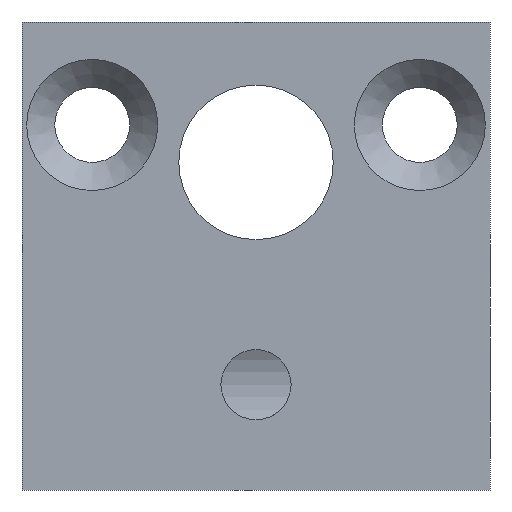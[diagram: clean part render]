
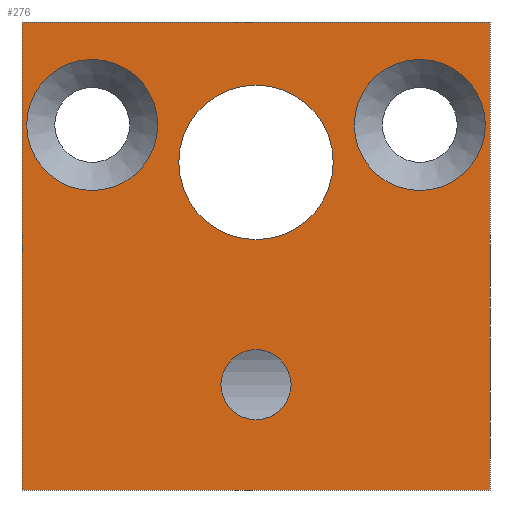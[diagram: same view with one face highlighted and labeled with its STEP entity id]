
A CAD part, front view. The second image highlights one B-rep face of the part: STEP entity #276.
In plain terms, the highlighted planar face has unit normal (0, -1, 0).
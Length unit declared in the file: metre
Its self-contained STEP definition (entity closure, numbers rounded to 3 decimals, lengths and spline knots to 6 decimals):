
#29=LINE('',#450,#41);
#30=LINE('',#453,#42);
#31=LINE('',#455,#43);
#32=LINE('',#457,#44);
#41=VECTOR('',#365,1.);
#42=VECTOR('',#366,1.);
#43=VECTOR('',#367,1.);
#44=VECTOR('',#368,1.);
#56=ORIENTED_EDGE('',*,*,#116,.F.);
#57=ORIENTED_EDGE('',*,*,#117,.T.);
#58=ORIENTED_EDGE('',*,*,#118,.T.);
#59=ORIENTED_EDGE('',*,*,#119,.T.);
#60=ORIENTED_EDGE('',*,*,#120,.F.);
#61=ORIENTED_EDGE('',*,*,#121,.F.);
#62=ORIENTED_EDGE('',*,*,#122,.F.);
#63=ORIENTED_EDGE('',*,*,#123,.F.);
#116=EDGE_CURVE('',#146,#146,#169,.T.);
#117=EDGE_CURVE('',#147,#147,#170,.T.);
#118=EDGE_CURVE('',#148,#148,#171,.T.);
#119=EDGE_CURVE('',#149,#149,#172,.T.);
#120=EDGE_CURVE('',#150,#151,#29,.T.);
#121=EDGE_CURVE('',#152,#150,#30,.T.);
#122=EDGE_CURVE('',#153,#152,#31,.T.);
#123=EDGE_CURVE('',#151,#153,#32,.T.);
#146=VERTEX_POINT('',#443);
#147=VERTEX_POINT('',#445);
#148=VERTEX_POINT('',#447);
#149=VERTEX_POINT('',#449);
#150=VERTEX_POINT('',#451);
#151=VERTEX_POINT('',#452);
#152=VERTEX_POINT('',#454);
#153=VERTEX_POINT('',#456);
#169=CIRCLE('',#311,0.0015);
#170=CIRCLE('',#312,0.0028);
#171=CIRCLE('',#313,0.0028);
#172=CIRCLE('',#314,0.0033);
#187=EDGE_LOOP('',(#56));
#188=EDGE_LOOP('',(#57));
#189=EDGE_LOOP('',(#58));
#190=EDGE_LOOP('',(#59));
#191=EDGE_LOOP('',(#60,#61,#62,#63));
#229=FACE_BOUND('',#187,.T.);
#230=FACE_BOUND('',#188,.T.);
#231=FACE_BOUND('',#189,.T.);
#232=FACE_BOUND('',#190,.T.);
#233=FACE_BOUND('',#191,.T.);
#269=PLANE('',#310);
#276=ADVANCED_FACE('',(#229,#230,#231,#232,#233),#269,.F.);
#310=AXIS2_PLACEMENT_3D('',#441,#355,#356);
#311=AXIS2_PLACEMENT_3D('',#442,#357,#358);
#312=AXIS2_PLACEMENT_3D('',#444,#359,#360);
#313=AXIS2_PLACEMENT_3D('',#446,#361,#362);
#314=AXIS2_PLACEMENT_3D('',#448,#363,#364);
#355=DIRECTION('',(0.,1.,0.));
#356=DIRECTION('',(0.,0.,1.));
#357=DIRECTION('',(0.,-1.,0.));
#358=DIRECTION('',(0.,0.,-1.));
#359=DIRECTION('',(0.,1.,0.));
#360=DIRECTION('',(0.,0.,1.));
#361=DIRECTION('',(0.,1.,0.));
#362=DIRECTION('',(0.,0.,1.));
#363=DIRECTION('',(0.,1.,0.));
#364=DIRECTION('',(0.,0.,1.));
#365=DIRECTION('',(0.,0.,1.));
#366=DIRECTION('',(-1.,0.,0.));
#367=DIRECTION('',(0.,0.,-1.));
#368=DIRECTION('',(1.,0.,0.));
#441=CARTESIAN_POINT('',(0.,0.,0.));
#442=CARTESIAN_POINT('',(0.,0.,-0.0095));
#443=CARTESIAN_POINT('',(0.,0.,-0.011));
#444=CARTESIAN_POINT('',(-0.007,0.,0.0016));
#445=CARTESIAN_POINT('',(-0.007,0.,0.0044));
#446=CARTESIAN_POINT('',(0.007,0.,0.0016));
#447=CARTESIAN_POINT('',(0.007,0.,0.0044));
#448=CARTESIAN_POINT('',(0.,0.,0.));
#449=CARTESIAN_POINT('',(0.,0.,0.0033));
#450=CARTESIAN_POINT('',(-0.01,0.,-0.014));
#451=CARTESIAN_POINT('',(-0.01,0.,-0.014));
#452=CARTESIAN_POINT('',(-0.01,0.,0.006));
#453=CARTESIAN_POINT('',(-0.01,0.,-0.014));
#454=CARTESIAN_POINT('',(0.01,0.,-0.014));
#455=CARTESIAN_POINT('',(0.01,0.,-0.014));
#456=CARTESIAN_POINT('',(0.01,0.,0.006));
#457=CARTESIAN_POINT('',(-0.01,0.,0.006));
